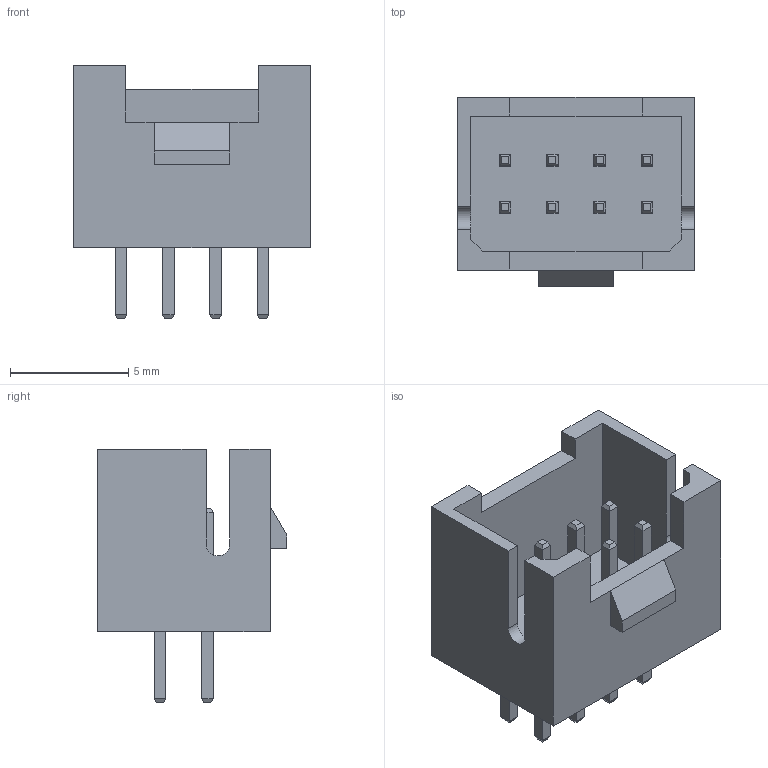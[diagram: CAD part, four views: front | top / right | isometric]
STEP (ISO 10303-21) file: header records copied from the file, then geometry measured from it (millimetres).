
FILE_DESCRIPTION (( 'STEP AP214' ), '1' );
FILE_NAME ('User Library-phb-2x4.STEP', '2021-01-23T07:10:10', ( '' ), ( '' ), 'SwSTEP 2.0', 'SolidWorks 2020', '' );
FILE_SCHEMA (( 'AUTOMOTIVE_DESIGN' ));
Length unit declared in the file: millimetre
Products named in the file (3): PHB-2X4; PIN_0_5X0_5; User Library-phb-2x4
Assembly tree (9 placements, depth 2):
  User Library-phb-2x4
    PHB-2X4
    PIN_0_5X0_5  x8
Bounding box: 10 x 8 x 10.7 mm (x, y, z)
Volume: 230.3 mm3; surface area: 709.6 mm2
Topology: 9 solids, 9 shells, 177 faces, 411 edges, 252 vertices
Faces by surface type: plane 175, cylinder 2
Entity records: 3500 total; most frequent: CARTESIAN_POINT 446, ORIENTED_EDGE 430, DIRECTION 401, EDGE_CURVE 215, LINE 211, VECTOR 211, VERTEX_POINT 140, EDGE_LOOP 95
